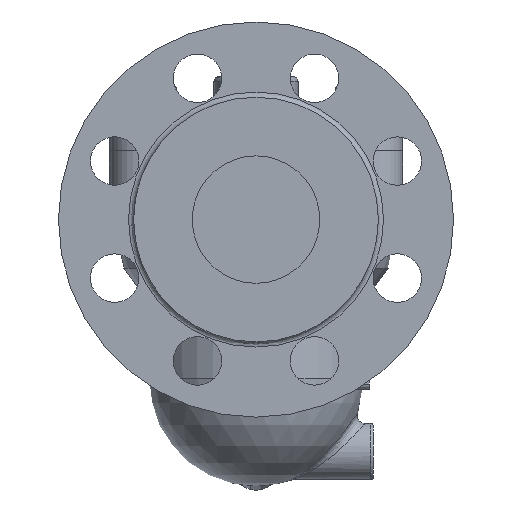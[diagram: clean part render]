
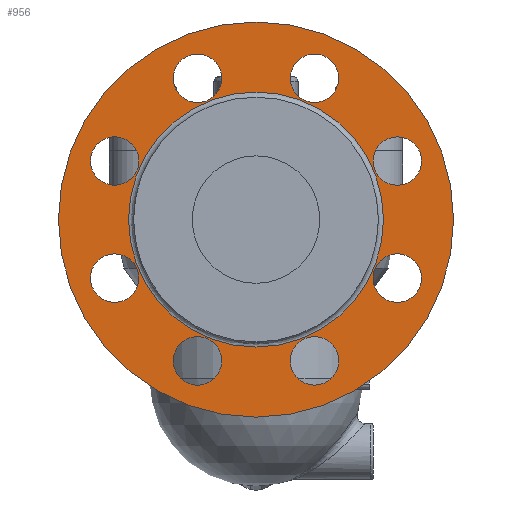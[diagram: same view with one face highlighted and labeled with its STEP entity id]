
A CAD part, left-side view. The second image highlights one B-rep face of the part: STEP entity #956.
In plain terms, the highlighted free-form (B-spline) face has degree [1, 1] with [2, 2] control points.
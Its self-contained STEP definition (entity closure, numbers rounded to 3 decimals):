
#657=CARTESIAN_POINT('',(-138.,0.0,50.5));
#658=VERTEX_POINT('',#657);
#659=CARTESIAN_POINT('',(-138.,0.0,-27.));
#660=DIRECTION('',(-1.0,0.0,0.0));
#661=DIRECTION('',(0.0,0.0,1.0));
#662=AXIS2_PLACEMENT_3D('',#659,#660,#661);
#663=CIRCLE('',#662,77.5);
#664=EDGE_CURVE('',#658,#658,#663,.T.);
#834=CARTESIAN_POINT('',(-138.0,0.0,23.));
#835=VERTEX_POINT('',#834);
#836=CARTESIAN_POINT('',(-138.,0.0,-27.));
#837=DIRECTION('',(-1.0,0.0,0.0));
#838=DIRECTION('',(0.0,0.0,-1.0));
#839=AXIS2_PLACEMENT_3D('',#836,#837,#838);
#840=CIRCLE('',#839,50.);
#841=EDGE_CURVE('',#835,#835,#840,.T.);
#857=CARTESIAN_POINT('',(-138.,77.5,50.5));
#858=CARTESIAN_POINT('',(-138.,77.5,-104.5));
#859=CARTESIAN_POINT('',(-138.,-77.5,50.5));
#860=CARTESIAN_POINT('',(-138.,-77.5,-104.5));
#861=B_SPLINE_SURFACE_WITH_KNOTS('',1,1,((#857,#859),(#858,#860)),.UNSPECIFIED.,.F.,.F.,.U.,(2,2),(2,2),(0.0,155.0),(0.0,155.0),.UNSPECIFIED.);
#862=ORIENTED_EDGE('',*,*,#664,.T.);
#863=EDGE_LOOP('',(#862));
#864=FACE_OUTER_BOUND('',#863,.T.);
#865=CARTESIAN_POINT('',(-138.0,22.961,18.933));
#866=VERTEX_POINT('',#865);
#867=CARTESIAN_POINT('',(-138.,22.961,28.433));
#868=DIRECTION('',(1.0,0.0,0.0));
#869=DIRECTION('',(0.0,0.0,-1.0));
#870=AXIS2_PLACEMENT_3D('',#867,#868,#869);
#871=CIRCLE('',#870,9.5);
#872=EDGE_CURVE('',#866,#866,#871,.T.);
#873=ORIENTED_EDGE('',*,*,#872,.T.);
#874=EDGE_LOOP('',(#873));
#875=FACE_BOUND('',#874,.T.);
#876=CARTESIAN_POINT('',(-138.0,48.715,-10.757));
#877=VERTEX_POINT('',#876);
#878=CARTESIAN_POINT('',(-138.,55.433,-4.039));
#879=DIRECTION('',(1.,0.,0.));
#880=DIRECTION('',(0.,-0.707,-0.707));
#881=AXIS2_PLACEMENT_3D('',#878,#879,#880);
#882=CIRCLE('',#881,9.5);
#883=EDGE_CURVE('',#877,#877,#882,.T.);
#884=ORIENTED_EDGE('',*,*,#883,.T.);
#885=EDGE_LOOP('',(#884));
#886=FACE_BOUND('',#885,.T.);
#887=CARTESIAN_POINT('',(-138.,45.933,-49.961));
#888=VERTEX_POINT('',#887);
#889=CARTESIAN_POINT('',(-138.,55.433,-49.961));
#890=DIRECTION('',(1.0,0.0,0.0));
#891=DIRECTION('',(0.0,-1.0,0.0));
#892=AXIS2_PLACEMENT_3D('',#889,#890,#891);
#893=CIRCLE('',#892,9.5);
#894=EDGE_CURVE('',#888,#888,#893,.T.);
#895=ORIENTED_EDGE('',*,*,#894,.T.);
#896=EDGE_LOOP('',(#895));
#897=FACE_BOUND('',#896,.T.);
#898=CARTESIAN_POINT('',(-138.,16.243,-75.715));
#899=VERTEX_POINT('',#898);
#900=CARTESIAN_POINT('',(-138.,22.961,-82.433));
#901=DIRECTION('',(1.,0.,0.));
#902=DIRECTION('',(0.,-0.707,0.707));
#903=AXIS2_PLACEMENT_3D('',#900,#901,#902);
#904=CIRCLE('',#903,9.5);
#905=EDGE_CURVE('',#899,#899,#904,.T.);
#906=ORIENTED_EDGE('',*,*,#905,.T.);
#907=EDGE_LOOP('',(#906));
#908=FACE_BOUND('',#907,.T.);
#909=CARTESIAN_POINT('',(-138.,-22.961,-72.933));
#910=VERTEX_POINT('',#909);
#911=CARTESIAN_POINT('',(-138.,-22.961,-82.433));
#912=DIRECTION('',(1.0,0.0,0.0));
#913=DIRECTION('',(0.0,0.0,1.0));
#914=AXIS2_PLACEMENT_3D('',#911,#912,#913);
#915=CIRCLE('',#914,9.5);
#916=EDGE_CURVE('',#910,#910,#915,.T.);
#917=ORIENTED_EDGE('',*,*,#916,.T.);
#918=EDGE_LOOP('',(#917));
#919=FACE_BOUND('',#918,.T.);
#920=CARTESIAN_POINT('',(-138.,-48.715,-43.243));
#921=VERTEX_POINT('',#920);
#922=CARTESIAN_POINT('',(-138.,-55.433,-49.961));
#923=DIRECTION('',(1.0,0.,0.));
#924=DIRECTION('',(0.,0.707,0.707));
#925=AXIS2_PLACEMENT_3D('',#922,#923,#924);
#926=CIRCLE('',#925,9.5);
#927=EDGE_CURVE('',#921,#921,#926,.T.);
#928=ORIENTED_EDGE('',*,*,#927,.T.);
#929=EDGE_LOOP('',(#928));
#930=FACE_BOUND('',#929,.T.);
#931=CARTESIAN_POINT('',(-138.0,-45.933,-4.039));
#932=VERTEX_POINT('',#931);
#933=CARTESIAN_POINT('',(-138.0,-55.433,-4.039));
#934=DIRECTION('',(1.0,0.0,0.0));
#935=DIRECTION('',(0.0,1.0,0.0));
#936=AXIS2_PLACEMENT_3D('',#933,#934,#935);
#937=CIRCLE('',#936,9.5);
#938=EDGE_CURVE('',#932,#932,#937,.T.);
#939=ORIENTED_EDGE('',*,*,#938,.T.);
#940=EDGE_LOOP('',(#939));
#941=FACE_BOUND('',#940,.T.);
#942=CARTESIAN_POINT('',(-138.0,-16.243,21.715));
#943=VERTEX_POINT('',#942);
#944=CARTESIAN_POINT('',(-138.0,-22.961,28.433));
#945=DIRECTION('',(1.0,0.,0.));
#946=DIRECTION('',(0.,0.707,-0.707));
#947=AXIS2_PLACEMENT_3D('',#944,#945,#946);
#948=CIRCLE('',#947,9.5);
#949=EDGE_CURVE('',#943,#943,#948,.T.);
#950=ORIENTED_EDGE('',*,*,#949,.T.);
#951=EDGE_LOOP('',(#950));
#952=FACE_BOUND('',#951,.T.);
#953=ORIENTED_EDGE('',*,*,#841,.F.);
#954=EDGE_LOOP('',(#953));
#955=FACE_BOUND('',#954,.T.);
#956=ADVANCED_FACE('',(#864,#875,#886,#897,#908,#919,#930,#941,#952,#955),#861,.T.);
